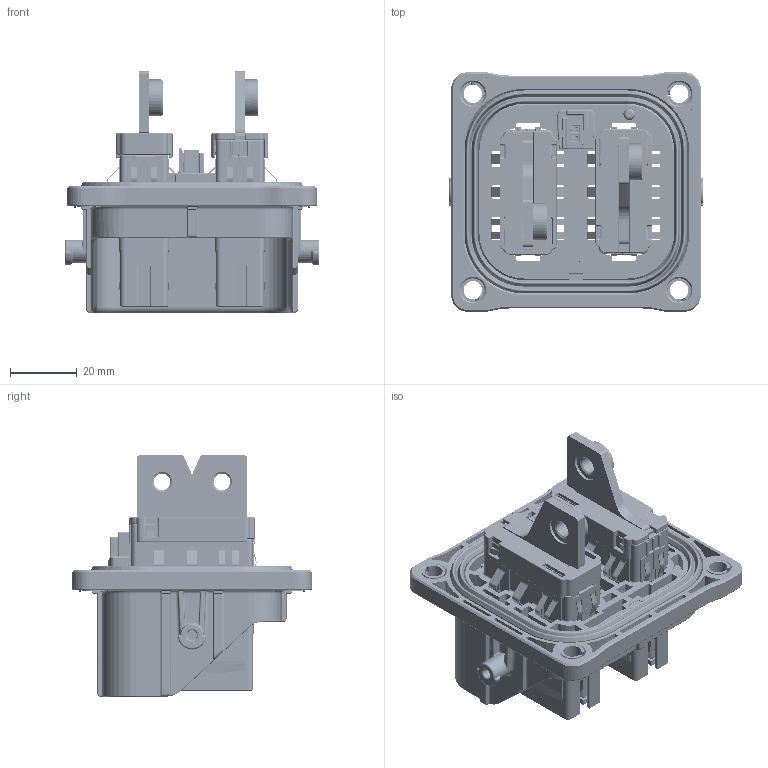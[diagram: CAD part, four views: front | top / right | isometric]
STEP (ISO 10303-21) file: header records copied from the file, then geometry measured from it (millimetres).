
FILE_DESCRIPTION (( 'STEP AP214' ), '1' );
FILE_NAME ('YGEV6-S2RA 脣釱(諦誧杅耀).STEP', '2025-06-26T03:55:46', ( 'China' ), ( 'Microsoft' ), 'SwSTEP 2.0', 'SolidWorks 2023', '' );
FILE_SCHEMA (( 'AUTOMOTIVE_DESIGN' ));
Length unit declared in the file: millimetre
Products named in the file (1): YGEV6-S2RA 插座(客户数模)
Bounding box: 76.4 x 72 x 72.6 mm (x, y, z)
Volume: 80950.4 mm3; surface area: 71356.7 mm2
Topology: 2 solids, 2 shells, 7061 faces, 18483 edges, 11280 vertices
Faces by surface type: plane 3599, cylinder 2424, bspline 411, torus 358, sphere 145, cone 124
Full cylindrical faces by diameter (mm): 3 x2, 3.5 x1, 5 x2, 6 x3, 7 x2, 7.699 x2, 8.72 x2, 8.75 x2, 11.05 x2
Entity records: 311449 total; most frequent: CARTESIAN_POINT 63365, ORIENTED_EDGE 36476, DIRECTION 34818, EDGE_CURVE 18238, VECTOR 11666, LINE 11666, AXIS2_PLACEMENT_3D 11576, VERTEX_POINT 11266
